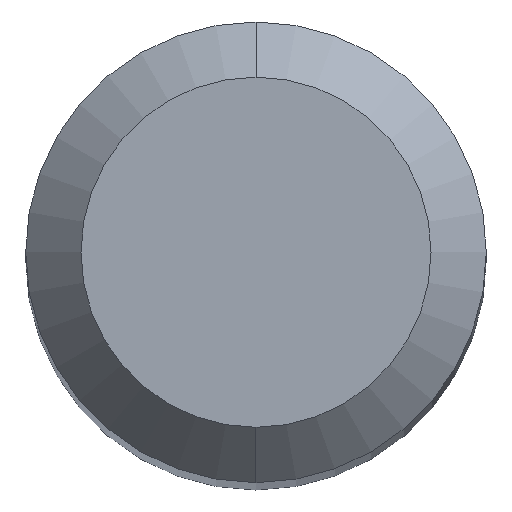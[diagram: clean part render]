
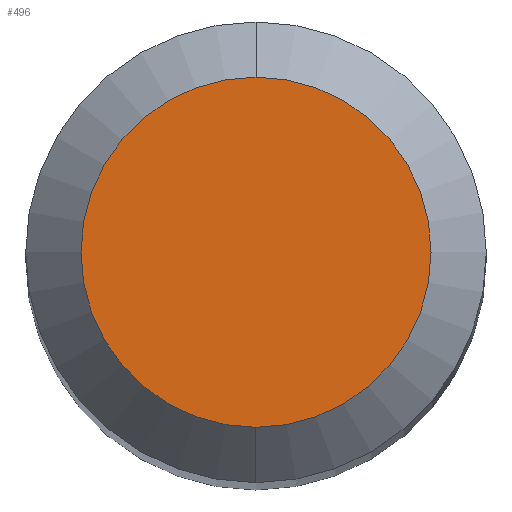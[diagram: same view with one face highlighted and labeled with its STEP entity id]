
A CAD part, top view. The second image highlights one B-rep face of the part: STEP entity #496.
In plain terms, the highlighted planar face has unit normal (0, 0, 1).
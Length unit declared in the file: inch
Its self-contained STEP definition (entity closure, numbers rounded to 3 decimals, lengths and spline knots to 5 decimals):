
#1 = CARTESIAN_POINT ( 'NONE',  ( 0., 0.0475, 0. ) ) ;
#16 = DIRECTION ( 'NONE',  ( 0., -1., 0. ) ) ;
#44 = CARTESIAN_POINT ( 'NONE',  ( 0., -0.0475, 0. ) ) ;
#73 = VERTEX_POINT ( 'NONE', #44 ) ;
#81 = DIRECTION ( 'NONE',  ( 0., 1., 0. ) ) ;
#92 = DIRECTION ( 'NONE',  ( 0., 0., 1. ) ) ;
#123 = AXIS2_PLACEMENT_3D ( 'NONE', #508, #256, #81 ) ;
#146 = VERTEX_POINT ( 'NONE', #1 ) ;
#148 = AXIS2_PLACEMENT_3D ( 'NONE', #490, #92, #271 ) ;
#200 = ORIENTED_EDGE ( 'NONE', *, *, #219, .T. ) ;
#219 = EDGE_CURVE ( 'NONE', #73, #146, #544, .T. ) ;
#235 = CARTESIAN_POINT ( 'NONE',  ( 0., 0., 0. ) ) ;
#256 = DIRECTION ( 'NONE',  ( 0., 0., -1. ) ) ;
#271 = DIRECTION ( 'NONE',  ( 0., -1., 0. ) ) ;
#300 = FACE_OUTER_BOUND ( 'NONE', #415, .T. ) ;
#342 = ORIENTED_EDGE ( 'NONE', *, *, #373, .T. ) ;
#373 = EDGE_CURVE ( 'NONE', #146, #73, #389, .T. ) ;
#389 = CIRCLE ( 'NONE', #538, 0.0475 ) ;
#414 = DIRECTION ( 'NONE',  ( 0., 0., 1. ) ) ;
#415 = EDGE_LOOP ( 'NONE', ( #342, #200 ) ) ;
#490 = CARTESIAN_POINT ( 'NONE',  ( 0., 0., 0. ) ) ;
#496 = ADVANCED_FACE ( 'NONE', ( #300 ), #563, .F. ) ;
#508 = CARTESIAN_POINT ( 'NONE',  ( 0., 0.0475, 0. ) ) ;
#538 = AXIS2_PLACEMENT_3D ( 'NONE', #235, #414, #16 ) ;
#544 = CIRCLE ( 'NONE', #148, 0.0475 ) ;
#563 = PLANE ( 'NONE',  #123 ) ;
